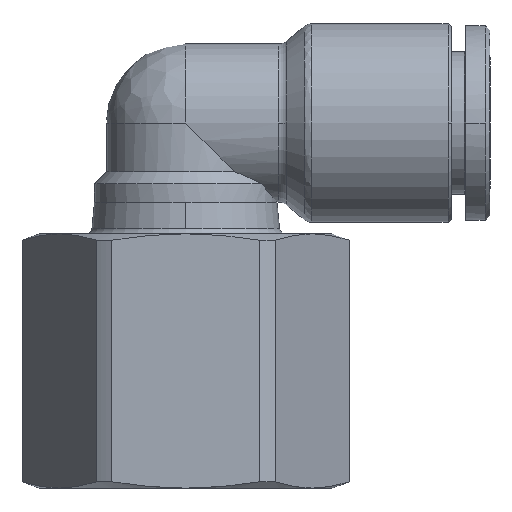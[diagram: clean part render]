
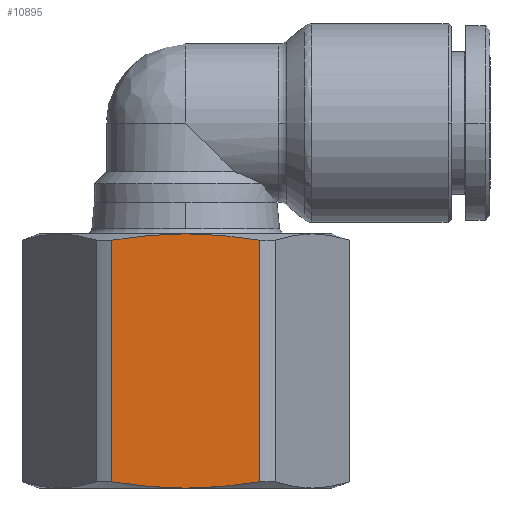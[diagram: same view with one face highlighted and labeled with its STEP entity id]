
A CAD part, front view. The second image highlights one B-rep face of the part: STEP entity #10895.
In plain terms, the highlighted planar face has unit normal (0, -1, 0).
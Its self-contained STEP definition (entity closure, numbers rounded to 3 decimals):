
#183 = CARTESIAN_POINT ( 'NONE',  ( -15.308, -12., -29.472 ) ) ;
#244 = CARTESIAN_POINT ( 'NONE',  ( -11.269, -12., -29.952 ) ) ;
#470 = CARTESIAN_POINT ( 'NONE',  ( -2.305, -12., -30. ) ) ;
#1124 = DIRECTION ( 'NONE',  ( 0., 0., 1. ) ) ;
#1662 = B_SPLINE_CURVE_WITH_KNOTS ( 'NONE', 3,
 ( #6542, #10111, #4031, #12715, #5129, #6433 ),
 .UNSPECIFIED., .F., .F.,
 ( 4, 2, 4 ),
 ( 0., 0.003, 0.006 ),
 .UNSPECIFIED. ) ;
#1790 = EDGE_CURVE ( 'NONE', #3091, #4055, #6666, .T. ) ;
#1955 = EDGE_LOOP ( 'NONE', ( #6714, #7097, #15196, #10849, #2600, #7687 ) ) ;
#2024 = B_SPLINE_CURVE_WITH_KNOTS ( 'NONE', 3,
 ( #6140, #5984, #3455, #12305, #3623, #2325 ),
 .UNSPECIFIED., .F., .F.,
 ( 4, 2, 4 ),
 ( 0., 0.003, 0.006 ),
 .UNSPECIFIED. ) ;
#2113 = LINE ( 'NONE', #7377, #13251 ) ;
#2325 = CARTESIAN_POINT ( 'NONE',  ( -9.233, -12., -30. ) ) ;
#2600 = ORIENTED_EDGE ( 'NONE', *, *, #14758, .F. ) ;
#3091 = VERTEX_POINT ( 'NONE', #13173 ) ;
#3455 = CARTESIAN_POINT ( 'NONE',  ( -5.173, -12., -29.771 ) ) ;
#3623 = CARTESIAN_POINT ( 'NONE',  ( -8.213, -12., -30. ) ) ;
#4031 = CARTESIAN_POINT ( 'NONE',  ( -11.269, -12., -9.148 ) ) ;
#4055 = VERTEX_POINT ( 'NONE', #7694 ) ;
#4620 = EDGE_CURVE ( 'NONE', #6479, #4952, #2113, .T. ) ;
#4734 = EDGE_CURVE ( 'NONE', #10434, #14899, #1662, .T. ) ;
#4952 = VERTEX_POINT ( 'NONE', #14425 ) ;
#4960 = FACE_OUTER_BOUND ( 'NONE', #1955, .T. ) ;
#5129 = CARTESIAN_POINT ( 'NONE',  ( -14.302, -12., -9.462 ) ) ;
#5305 = CARTESIAN_POINT ( 'NONE',  ( -9.233, -12., -30. ) ) ;
#5601 = CARTESIAN_POINT ( 'NONE',  ( -15.308, -12., -30. ) ) ;
#5984 = CARTESIAN_POINT ( 'NONE',  ( -4.164, -12., -29.638 ) ) ;
#6118 = CARTESIAN_POINT ( 'NONE',  ( -7.197, -12., -9.148 ) ) ;
#6140 = CARTESIAN_POINT ( 'NONE',  ( -3.158, -12., -29.472 ) ) ;
#6355 = VECTOR ( 'NONE', #9390, 1000. ) ;
#6433 = CARTESIAN_POINT ( 'NONE',  ( -15.308, -12., -9.628 ) ) ;
#6479 = VERTEX_POINT ( 'NONE', #6528 ) ;
#6528 = CARTESIAN_POINT ( 'NONE',  ( -3.158, -12., -29.472 ) ) ;
#6542 = CARTESIAN_POINT ( 'NONE',  ( -9.233, -12., -9.1 ) ) ;
#6553 = CARTESIAN_POINT ( 'NONE',  ( -13.294, -12., -29.771 ) ) ;
#6666 = B_SPLINE_CURVE_WITH_KNOTS ( 'NONE', 3,
 ( #5305, #9102, #244, #6553, #15324, #183 ),
 .UNSPECIFIED., .F., .F.,
 ( 4, 2, 4 ),
 ( 0., 0.003, 0.006 ),
 .UNSPECIFIED. ) ;
#6669 = PLANE ( 'NONE',  #12571 ) ;
#6714 = ORIENTED_EDGE ( 'NONE', *, *, #11027, .T. ) ;
#7097 = ORIENTED_EDGE ( 'NONE', *, *, #4734, .T. ) ;
#7322 = LINE ( 'NONE', #5601, #6355 ) ;
#7377 = CARTESIAN_POINT ( 'NONE',  ( -3.158, -12., -30. ) ) ;
#7687 = ORIENTED_EDGE ( 'NONE', *, *, #4620, .T. ) ;
#7694 = CARTESIAN_POINT ( 'NONE',  ( -15.308, -12., -29.472 ) ) ;
#8114 = DIRECTION ( 'NONE',  ( 0., -1., 0. ) ) ;
#9102 = CARTESIAN_POINT ( 'NONE',  ( -10.253, -12., -30. ) ) ;
#9268 = DIRECTION ( 'NONE',  ( 0., 0., -1. ) ) ;
#9390 = DIRECTION ( 'NONE',  ( 0., 0., -1. ) ) ;
#9731 = CARTESIAN_POINT ( 'NONE',  ( -5.173, -12., -9.329 ) ) ;
#10111 = CARTESIAN_POINT ( 'NONE',  ( -10.253, -12., -9.1 ) ) ;
#10408 = EDGE_CURVE ( 'NONE', #14899, #4055, #7322, .T. ) ;
#10434 = VERTEX_POINT ( 'NONE', #15569 ) ;
#10849 = ORIENTED_EDGE ( 'NONE', *, *, #1790, .F. ) ;
#10857 = CARTESIAN_POINT ( 'NONE',  ( -8.213, -12., -9.1 ) ) ;
#10895 = ADVANCED_FACE ( 'NONE', ( #4960 ), #6669, .T. ) ;
#11027 = EDGE_CURVE ( 'NONE', #4952, #10434, #12444, .T. ) ;
#11970 = CARTESIAN_POINT ( 'NONE',  ( -3.158, -12., -9.628 ) ) ;
#12305 = CARTESIAN_POINT ( 'NONE',  ( -7.197, -12., -29.952 ) ) ;
#12444 = B_SPLINE_CURVE_WITH_KNOTS ( 'NONE', 3,
 ( #11970, #13210, #9731, #6118, #10857, #14825 ),
 .UNSPECIFIED., .F., .F.,
 ( 4, 2, 4 ),
 ( 0., 0.003, 0.006 ),
 .UNSPECIFIED. ) ;
#12571 = AXIS2_PLACEMENT_3D ( 'NONE', #470, #8114, #9268 ) ;
#12715 = CARTESIAN_POINT ( 'NONE',  ( -13.294, -12., -9.329 ) ) ;
#13173 = CARTESIAN_POINT ( 'NONE',  ( -9.233, -12., -30. ) ) ;
#13210 = CARTESIAN_POINT ( 'NONE',  ( -4.164, -12., -9.462 ) ) ;
#13251 = VECTOR ( 'NONE', #1124, 1000. ) ;
#13916 = CARTESIAN_POINT ( 'NONE',  ( -15.308, -12., -9.628 ) ) ;
#14425 = CARTESIAN_POINT ( 'NONE',  ( -3.158, -12., -9.628 ) ) ;
#14758 = EDGE_CURVE ( 'NONE', #6479, #3091, #2024, .T. ) ;
#14825 = CARTESIAN_POINT ( 'NONE',  ( -9.233, -12., -9.1 ) ) ;
#14899 = VERTEX_POINT ( 'NONE', #13916 ) ;
#15196 = ORIENTED_EDGE ( 'NONE', *, *, #10408, .T. ) ;
#15324 = CARTESIAN_POINT ( 'NONE',  ( -14.302, -12., -29.638 ) ) ;
#15569 = CARTESIAN_POINT ( 'NONE',  ( -9.233, -12., -9.1 ) ) ;
